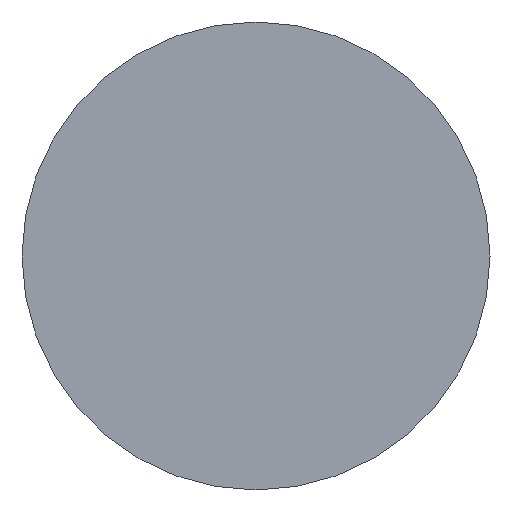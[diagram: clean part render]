
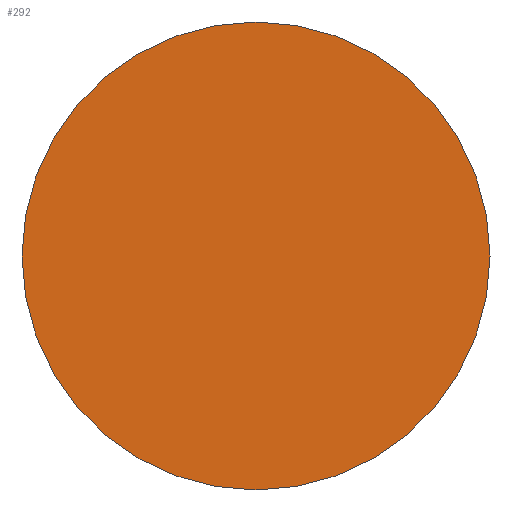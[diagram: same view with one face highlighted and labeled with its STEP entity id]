
A CAD part, front view. The second image highlights one B-rep face of the part: STEP entity #292.
In plain terms, the highlighted planar face has unit normal (0, -1, 0).
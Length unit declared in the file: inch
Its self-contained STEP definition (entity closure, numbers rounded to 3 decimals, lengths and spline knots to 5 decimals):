
#24 = PLANE ( 'NONE',  #26 ) ;
#26 = AXIS2_PLACEMENT_3D ( 'NONE', #269, #28, #131 ) ;
#28 = DIRECTION ( 'NONE',  ( 0., -1., 0. ) ) ;
#49 = AXIS2_PLACEMENT_3D ( 'NONE', #147, #286, #419 ) ;
#99 = CIRCLE ( 'NONE', #142, 0.25 ) ;
#114 = VERTEX_POINT ( 'NONE', #203 ) ;
#126 = DIRECTION ( 'NONE',  ( 0., -1., 0. ) ) ;
#131 = DIRECTION ( 'NONE',  ( 0., 0., -1. ) ) ;
#142 = AXIS2_PLACEMENT_3D ( 'NONE', #408, #126, #345 ) ;
#147 = CARTESIAN_POINT ( 'NONE',  ( 0., 0., 0. ) ) ;
#173 = ORIENTED_EDGE ( 'NONE', *, *, #394, .T. ) ;
#203 = CARTESIAN_POINT ( 'NONE',  ( 0., 0., -0.25 ) ) ;
#210 = VERTEX_POINT ( 'NONE', #439 ) ;
#245 = CIRCLE ( 'NONE', #49, 0.25 ) ;
#262 = EDGE_CURVE ( 'NONE', #114, #210, #99, .T. ) ;
#269 = CARTESIAN_POINT ( 'NONE',  ( 0., 0., 0. ) ) ;
#283 = EDGE_LOOP ( 'NONE', ( #458, #173 ) ) ;
#286 = DIRECTION ( 'NONE',  ( 0., -1., 0. ) ) ;
#292 = ADVANCED_FACE ( 'NONE', ( #445 ), #24, .T. ) ;
#345 = DIRECTION ( 'NONE',  ( 0., 0., -1. ) ) ;
#394 = EDGE_CURVE ( 'NONE', #210, #114, #245, .T. ) ;
#408 = CARTESIAN_POINT ( 'NONE',  ( 0., 0., 0. ) ) ;
#419 = DIRECTION ( 'NONE',  ( 0., 0., -1. ) ) ;
#439 = CARTESIAN_POINT ( 'NONE',  ( 0., 0., 0.25 ) ) ;
#445 = FACE_OUTER_BOUND ( 'NONE', #283, .T. ) ;
#458 = ORIENTED_EDGE ( 'NONE', *, *, #262, .T. ) ;
